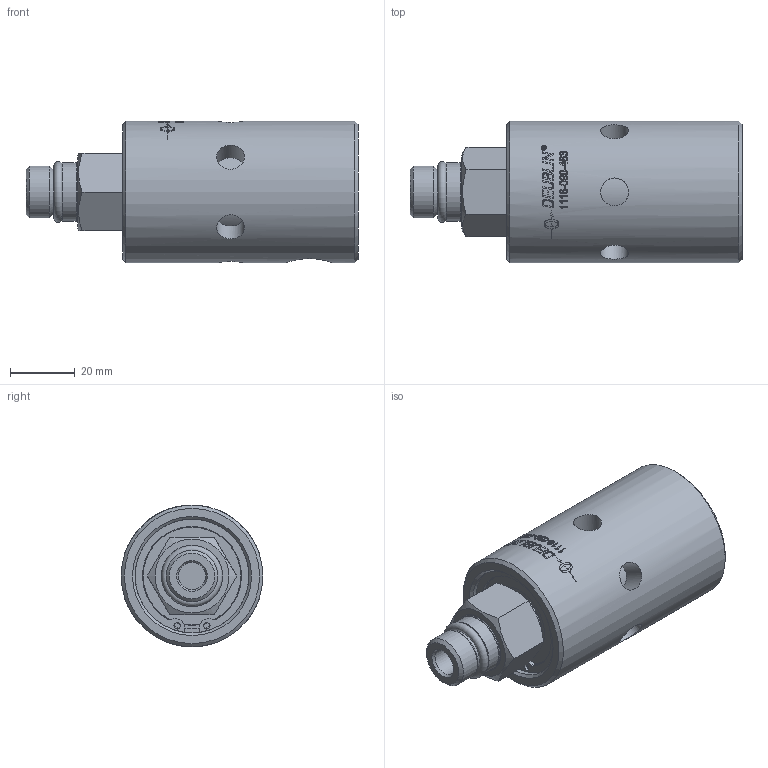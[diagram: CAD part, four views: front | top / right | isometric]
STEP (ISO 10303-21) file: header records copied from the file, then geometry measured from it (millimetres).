
FILE_DESCRIPTION(/* description */ (''),/* implementation_level */ '2;1');
FILE_NAME(/* name */ '1116-090-463-IC.stp',/* time_stamp */ '2020-05-14T11:51:11-05:00',/* author */ ('moorera'),/* organization */ (''),/* preprocessor_version */ 'ST-DEVELOPER v18.1',/* originating_system */ 'Autodesk Inventor 2020',/* authorisation */ '');
FILE_SCHEMA (('AUTOMOTIVE_DESIGN { 1 0 10303 214 3 1 1 }'));
Length unit declared in the file: millimetre
Products named in the file (1): 1116-090-463-IC
Bounding box: 102.4 x 43.7 x 43.7 mm (x, y, z)
Volume: 109665.6 mm3; surface area: 19663.5 mm2
Topology: 2 solids, 3 shells, 391 faces, 1036 edges, 698 vertices
Faces by surface type: plane 172, bspline 123, cylinder 78, cone 13, torus 5
Full cylindrical faces by diameter (mm): 1.981 x2, 8.5 x1, 8.6 x6, 13.5 x2, 14.48 x1, 14.501 x1, 16 x1, 17.991 x1, 19.84 x1, 21.675 x1, 30.125 x1, 30.4 x1, 35.08 x1, 37.25 x1, 43.7 x1
Entity records: 17070 total; most frequent: CARTESIAN_POINT 7759, ORIENTED_EDGE 2072, DIRECTION 1627, EDGE_CURVE 1036, VERTEX_POINT 698, AXIS2_PLACEMENT_3D 621, EDGE_LOOP 448, FACE_OUTER_BOUND 391
